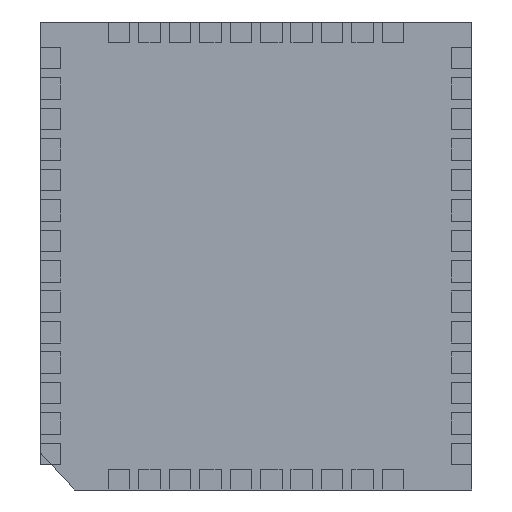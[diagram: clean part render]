
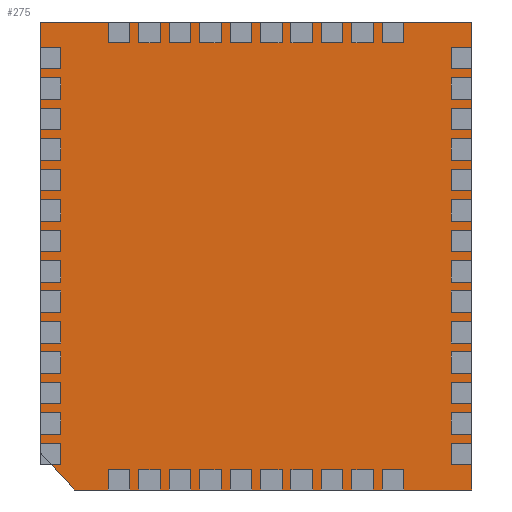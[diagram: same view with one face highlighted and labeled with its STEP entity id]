
A CAD part, front view. The second image highlights one B-rep face of the part: STEP entity #275.
In plain terms, the highlighted planar face has unit normal (0, -1, 0).
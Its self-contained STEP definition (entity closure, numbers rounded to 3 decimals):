
#99 = FACE_OUTER_BOUND($, #111 ,.T.);
#111 = EDGE_LOOP($,( #241 , #242 , #243 , #244 , #245 ));
#130 = LINE($, #379 , #155 );
#133 = LINE($, #384 , #158 );
#135 = LINE($, #388 , #160 );
#136 = LINE($, #392 , #161 );
#137 = LINE($, #393 , #162 );
#155 = VECTOR($, #323 ,1.);
#158 = VECTOR($, #328 ,0.92);
#160 = VECTOR($, #332 ,0.113);
#161 = VECTOR($, #337 ,0.92);
#162 = VECTOR($, #338 ,1.);
#174 = VERTEX_POINT($, #376 );
#175 = VERTEX_POINT($, #378 );
#176 = VERTEX_POINT($, #382 );
#177 = VERTEX_POINT($, #386 );
#178 = VERTEX_POINT($, #391 );
#195 = EDGE_CURVE($, #175 , #174 , #130 ,.T.);
#198 = EDGE_CURVE($, #176 , #174 , #133 ,.T.);
#200 = EDGE_CURVE($, #177 , #176 , #135 ,.T.);
#201 = EDGE_CURVE($, #178 , #177 , #136 ,.T.);
#202 = EDGE_CURVE($, #178 , #175 , #137 ,.T.);
#241 = ORIENTED_EDGE($,*,*, #200 ,.F.);
#242 = ORIENTED_EDGE($,*,*, #201 ,.F.);
#243 = ORIENTED_EDGE($,*,*, #202 ,.T.);
#244 = ORIENTED_EDGE($,*,*, #195 ,.T.);
#245 = ORIENTED_EDGE($,*,*, #198 ,.F.);
#263 = PLANE($, #290 );
#275 = ADVANCED_FACE($,( #99 ), #263 ,.T.);
#290 = AXIS2_PLACEMENT_3D($, #390 , #335 , #336 );
#323 = DIRECTION($,(-1.,0.,0.));
#328 = DIRECTION($,(0.,0.,1.));
#332 = DIRECTION($,(-0.707,0.,0.707));
#335 = DIRECTION('center_axis',(0.,-1.,0.));
#336 = DIRECTION('ref_axis',(0.,0.,1.));
#337 = DIRECTION($,(-1.,0.,0.));
#338 = DIRECTION($,(0.,0.,1.));
#376 = CARTESIAN_POINT('',(-9.006,0.01,9.763));
#378 = CARTESIAN_POINT('',(8.994,0.01,9.763));
#379 = CARTESIAN_POINT($,(8.994,0.01,9.763));
#382 = CARTESIAN_POINT('',(-9.006,0.01,-8.194));
#384 = CARTESIAN_POINT($,(-9.006,0.01,-9.755));
#386 = CARTESIAN_POINT('',(-7.566,0.01,-9.755));
#388 = CARTESIAN_POINT($,(-3.786,0.01,-13.852));
#390 = CARTESIAN_POINT('Origin',(8.994,0.01,-9.755));
#391 = CARTESIAN_POINT('',(8.994,0.01,-9.755));
#392 = CARTESIAN_POINT($,(8.994,0.01,-9.755));
#393 = CARTESIAN_POINT($,(8.994,0.01,-9.755));
